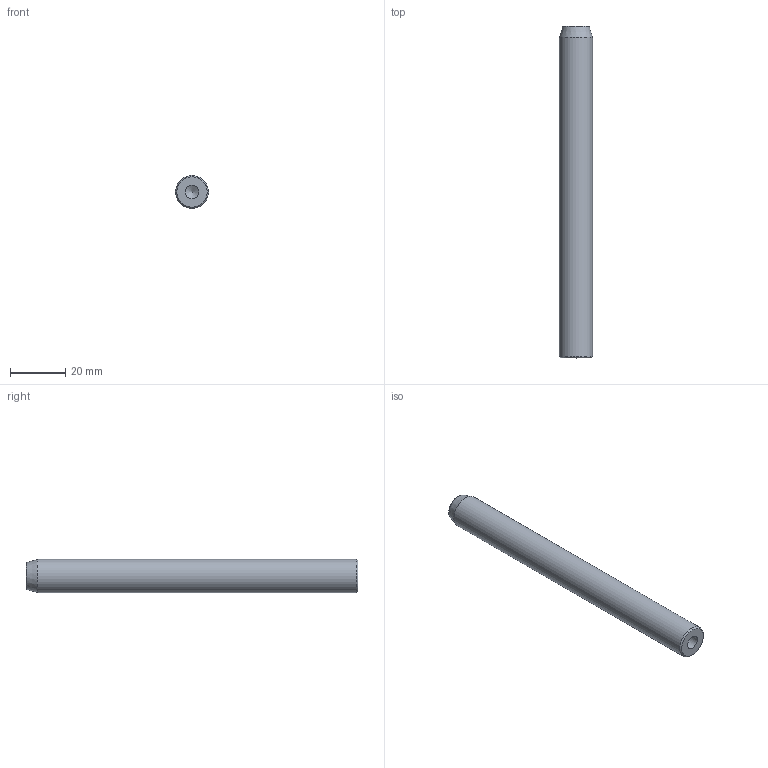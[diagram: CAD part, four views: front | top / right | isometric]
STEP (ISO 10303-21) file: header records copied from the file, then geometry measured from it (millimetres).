
FILE_DESCRIPTION (( 'STEP AP203' ), '1' );
FILE_NAME ('524212.STEP', '2024-06-12T02:05:01', ( 'Windows User' ), ( 'P R C' ), 'SwSTEP 2.0', 'SolidWorks 2020', '' );
FILE_SCHEMA (( 'CONFIG_CONTROL_DESIGN' ));
Length unit declared in the file: millimetre
Products named in the file (1): 524212
Bounding box: 12 x 120 x 12 mm (x, y, z)
Volume: 13163.6 mm3; surface area: 4966.3 mm2
Topology: 1 solids, 1 shells, 10 faces, 21 edges, 13 vertices
Faces by surface type: cone 4, cylinder 3, plane 2, bspline 1
Full cylindrical faces by diameter (mm): 3.3 x1, 5 x1, 12 x1
Entity records: 302 total; most frequent: CARTESIAN_POINT 64, DIRECTION 36, ORIENTED_EDGE 20, AXIS2_PLACEMENT_3D 18, EDGE_LOOP 18, FACE_OUTER_BOUND 14, ADVANCED_FACE 10, EDGE_CURVE 10
